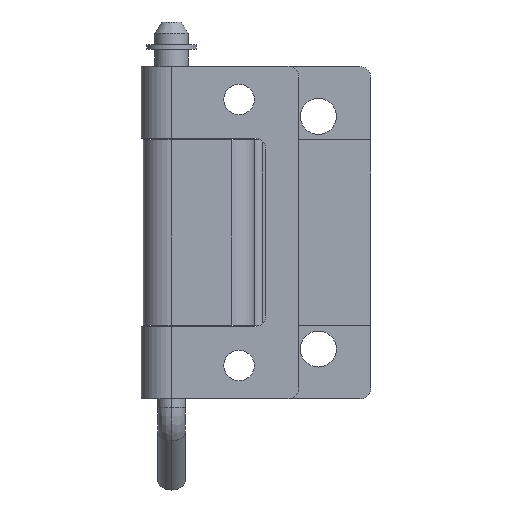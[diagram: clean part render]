
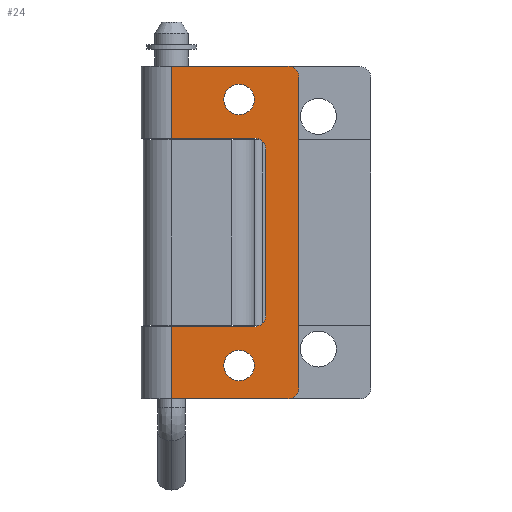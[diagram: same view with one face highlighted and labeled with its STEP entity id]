
A CAD part, top view. The second image highlights one B-rep face of the part: STEP entity #24.
In plain terms, the highlighted planar face has unit normal (0, 0, 1).
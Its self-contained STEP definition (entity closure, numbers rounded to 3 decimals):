
#24=ADVANCED_FACE('',(#140,#125,#126),#1715,.T.);
#125=FACE_BOUND('',#242,.T.);
#126=FACE_BOUND('',#243,.T.);
#140=FACE_OUTER_BOUND('',#241,.T.);
#241=EDGE_LOOP('',(#357,#358,#359,#360,#361,#362,#363,#364,#365,#366,#367,
#368));
#242=EDGE_LOOP('',(#369,#370));
#243=EDGE_LOOP('',(#371,#372));
#357=ORIENTED_EDGE('',*,*,#886,.T.);
#358=ORIENTED_EDGE('',*,*,#872,.F.);
#359=ORIENTED_EDGE('',*,*,#869,.T.);
#360=ORIENTED_EDGE('',*,*,#909,.T.);
#361=ORIENTED_EDGE('',*,*,#870,.T.);
#362=ORIENTED_EDGE('',*,*,#911,.T.);
#363=ORIENTED_EDGE('',*,*,#871,.F.);
#364=ORIENTED_EDGE('',*,*,#893,.F.);
#365=ORIENTED_EDGE('',*,*,#884,.T.);
#366=ORIENTED_EDGE('',*,*,#915,.T.);
#367=ORIENTED_EDGE('',*,*,#885,.T.);
#368=ORIENTED_EDGE('',*,*,#917,.T.);
#369=ORIENTED_EDGE('',*,*,#901,.T.);
#370=ORIENTED_EDGE('',*,*,#930,.T.);
#371=ORIENTED_EDGE('',*,*,#904,.T.);
#372=ORIENTED_EDGE('',*,*,#933,.T.);
#869=EDGE_CURVE('',#1491,#1511,#1390,.T.);
#870=EDGE_CURVE('',#1513,#1512,#1391,.T.);
#871=EDGE_CURVE('',#1492,#1514,#1392,.T.);
#872=EDGE_CURVE('',#1491,#1500,#1393,.T.);
#884=EDGE_CURVE('',#1499,#1519,#1401,.T.);
#885=EDGE_CURVE('',#1521,#1520,#1402,.T.);
#886=EDGE_CURVE('',#1522,#1500,#1403,.T.);
#893=EDGE_CURVE('',#1499,#1492,#1409,.T.);
#901=EDGE_CURVE('',#1507,#1531,#1131,.T.);
#904=EDGE_CURVE('',#1509,#1533,#1133,.T.);
#909=EDGE_CURVE('',#1511,#1513,#1135,.T.);
#911=EDGE_CURVE('',#1512,#1514,#1137,.T.);
#915=EDGE_CURVE('',#1519,#1521,#1139,.T.);
#917=EDGE_CURVE('',#1520,#1522,#1141,.T.);
#930=EDGE_CURVE('',#1531,#1507,#1149,.T.);
#933=EDGE_CURVE('',#1533,#1509,#1151,.T.);
#1131=TRIMMED_CURVE($,#1241,(#2500),(#2501),.T.,.CARTESIAN.);
#1133=TRIMMED_CURVE($,#1243,(#2508),(#2509),.T.,.CARTESIAN.);
#1135=TRIMMED_CURVE($,#1245,(#2520),(#2521),.T.,.CARTESIAN.);
#1137=TRIMMED_CURVE($,#1247,(#2526),(#2527),.T.,.CARTESIAN.);
#1139=TRIMMED_CURVE($,#1249,(#2536),(#2537),.T.,.CARTESIAN.);
#1141=TRIMMED_CURVE($,#1251,(#2542),(#2543),.T.,.CARTESIAN.);
#1149=TRIMMED_CURVE($,#1259,(#2582),(#2583),.T.,.CARTESIAN.);
#1151=TRIMMED_CURVE($,#1261,(#2590),(#2591),.T.,.CARTESIAN.);
#1241=CIRCLE('',#1867,2.75);
#1243=CIRCLE('',#1869,2.75);
#1245=CIRCLE('',#1871,2.);
#1247=CIRCLE('',#1873,2.);
#1249=CIRCLE('',#1875,2.);
#1251=CIRCLE('',#1877,2.);
#1259=CIRCLE('',#1885,2.75);
#1261=CIRCLE('',#1887,2.75);
#1390=B_SPLINE_CURVE_WITH_KNOTS('',1,(#2429,#2430),.UNSPECIFIED.,.F.,.F.,
(2,2),(-127.606,-106.606),.UNSPECIFIED.);
#1391=B_SPLINE_CURVE_WITH_KNOTS('',1,(#2431,#2432),.UNSPECIFIED.,.F.,.F.,
(2,2),(2.,58.),.UNSPECIFIED.);
#1392=B_SPLINE_CURVE_WITH_KNOTS('',1,(#2433,#2434),.UNSPECIFIED.,.F.,.F.,
(2,2),(-127.606,-106.606),.UNSPECIFIED.);
#1393=B_SPLINE_CURVE_WITH_KNOTS('',1,(#2435,#2436),.UNSPECIFIED.,.F.,.F.,
(2,2),(0.,13.),.UNSPECIFIED.);
#1401=B_SPLINE_CURVE_WITH_KNOTS('',1,(#2462,#2463),.UNSPECIFIED.,.F.,.F.,
(2,2),(5.5,20.5),.UNSPECIFIED.);
#1402=B_SPLINE_CURVE_WITH_KNOTS('',1,(#2464,#2465),.UNSPECIFIED.,.F.,.F.,
(2,2),(24.5,54.5),.UNSPECIFIED.);
#1403=B_SPLINE_CURVE_WITH_KNOTS('',1,(#2466,#2467),.UNSPECIFIED.,.F.,.F.,
(2,2),(58.5,73.5),.UNSPECIFIED.);
#1409=B_SPLINE_CURVE_WITH_KNOTS('',1,(#2481,#2482),.UNSPECIFIED.,.F.,.F.,
(2,2),(47.,60.),.UNSPECIFIED.);
#1491=VERTEX_POINT('',#2385);
#1492=VERTEX_POINT('',#2386);
#1499=VERTEX_POINT('',#2393);
#1500=VERTEX_POINT('',#2394);
#1507=VERTEX_POINT('',#2401);
#1509=VERTEX_POINT('',#2403);
#1511=VERTEX_POINT('',#2405);
#1512=VERTEX_POINT('',#2406);
#1513=VERTEX_POINT('',#2407);
#1514=VERTEX_POINT('',#2408);
#1519=VERTEX_POINT('',#2413);
#1520=VERTEX_POINT('',#2414);
#1521=VERTEX_POINT('',#2415);
#1522=VERTEX_POINT('',#2416);
#1531=VERTEX_POINT('',#2425);
#1533=VERTEX_POINT('',#2427);
#1715=PLANE('',#1846);
#1846=AXIS2_PLACEMENT_3D('',#2370,#2053,$);
#1867=AXIS2_PLACEMENT_3D($,#2499,#2080,#2081);
#1869=AXIS2_PLACEMENT_3D($,#2507,#2084,#2085);
#1871=AXIS2_PLACEMENT_3D($,#2519,#2088,#2089);
#1873=AXIS2_PLACEMENT_3D($,#2525,#2092,#2093);
#1875=AXIS2_PLACEMENT_3D($,#2535,#2096,#2097);
#1877=AXIS2_PLACEMENT_3D($,#2541,#2100,#2101);
#1885=AXIS2_PLACEMENT_3D($,#2581,#2116,#2117);
#1887=AXIS2_PLACEMENT_3D($,#2589,#2120,#2121);
#2053=DIRECTION('',(0.,0.,1.));
#2080=DIRECTION('',(0.,0.,-1.));
#2081=DIRECTION('',(1.,0.,0.));
#2084=DIRECTION('',(0.,0.,-1.));
#2085=DIRECTION('',(1.,0.,0.));
#2088=DIRECTION('',(0.,0.,1.));
#2089=DIRECTION('',(0.,-1.,0.));
#2092=DIRECTION('',(0.,0.,1.));
#2093=DIRECTION('',(1.,0.,0.));
#2096=DIRECTION('',(0.,0.,-1.));
#2097=DIRECTION('',(0.,1.,0.));
#2100=DIRECTION('',(0.,0.,-1.));
#2101=DIRECTION('',(1.,0.,0.));
#2116=DIRECTION('',(0.,0.,-1.));
#2117=DIRECTION('',(-1.,0.,0.));
#2120=DIRECTION('',(0.,0.,-1.));
#2121=DIRECTION('',(-1.,0.,0.));
#2370=CARTESIAN_POINT('',(-15.66,-30.,8.291));
#2385=CARTESIAN_POINT('',(-15.66,-30.,8.291));
#2386=CARTESIAN_POINT('',(-15.66,30.,8.291));
#2393=CARTESIAN_POINT('',(-15.66,17.,8.291));
#2394=CARTESIAN_POINT('',(-15.66,-17.,8.291));
#2401=CARTESIAN_POINT('',(-0.71,24.,8.291));
#2403=CARTESIAN_POINT('',(-0.71,-24.,8.291));
#2405=CARTESIAN_POINT('',(5.34,-30.,8.291));
#2406=CARTESIAN_POINT('',(7.34,28.,8.291));
#2407=CARTESIAN_POINT('',(7.34,-28.,8.291));
#2408=CARTESIAN_POINT('',(5.34,30.,8.291));
#2413=CARTESIAN_POINT('',(-0.66,17.,8.291));
#2414=CARTESIAN_POINT('',(1.34,-15.,8.291));
#2415=CARTESIAN_POINT('',(1.34,15.,8.291));
#2416=CARTESIAN_POINT('',(-0.66,-17.,8.291));
#2425=CARTESIAN_POINT('',(-6.21,24.,8.291));
#2427=CARTESIAN_POINT('',(-6.21,-24.,8.291));
#2429=CARTESIAN_POINT('',(-15.66,-30.,8.291));
#2430=CARTESIAN_POINT('',(5.34,-30.,8.291));
#2431=CARTESIAN_POINT('',(7.34,-28.,8.291));
#2432=CARTESIAN_POINT('',(7.34,28.,8.291));
#2433=CARTESIAN_POINT('',(-15.66,30.,8.291));
#2434=CARTESIAN_POINT('',(5.34,30.,8.291));
#2435=CARTESIAN_POINT('',(-15.66,-30.,8.291));
#2436=CARTESIAN_POINT('',(-15.66,-17.,8.291));
#2462=CARTESIAN_POINT('',(-15.66,17.,8.291));
#2463=CARTESIAN_POINT('',(-0.66,17.,8.291));
#2464=CARTESIAN_POINT('',(1.34,15.,8.291));
#2465=CARTESIAN_POINT('',(1.34,-15.,8.291));
#2466=CARTESIAN_POINT('',(-0.66,-17.,8.291));
#2467=CARTESIAN_POINT('',(-15.66,-17.,8.291));
#2481=CARTESIAN_POINT('',(-15.66,17.,8.291));
#2482=CARTESIAN_POINT('',(-15.66,30.,8.291));
#2499=CARTESIAN_POINT('',(-3.46,24.,8.291));
#2500=CARTESIAN_POINT('',(-0.71,24.,8.291));
#2501=CARTESIAN_POINT('',(-6.21,24.,8.291));
#2507=CARTESIAN_POINT('',(-3.46,-24.,8.291));
#2508=CARTESIAN_POINT('',(-0.71,-24.,8.291));
#2509=CARTESIAN_POINT('',(-6.21,-24.,8.291));
#2519=CARTESIAN_POINT('',(5.34,-28.,8.291));
#2520=CARTESIAN_POINT('',(5.34,-30.,8.291));
#2521=CARTESIAN_POINT('',(7.34,-28.,8.291));
#2525=CARTESIAN_POINT('',(5.34,28.,8.291));
#2526=CARTESIAN_POINT('',(7.34,28.,8.291));
#2527=CARTESIAN_POINT('',(5.34,30.,8.291));
#2535=CARTESIAN_POINT('',(-0.66,15.,8.291));
#2536=CARTESIAN_POINT('',(-0.66,17.,8.291));
#2537=CARTESIAN_POINT('',(1.34,15.,8.291));
#2541=CARTESIAN_POINT('',(-0.66,-15.,8.291));
#2542=CARTESIAN_POINT('',(1.34,-15.,8.291));
#2543=CARTESIAN_POINT('',(-0.66,-17.,8.291));
#2581=CARTESIAN_POINT('',(-3.46,24.,8.291));
#2582=CARTESIAN_POINT('',(-6.21,24.,8.291));
#2583=CARTESIAN_POINT('',(-0.71,24.,8.291));
#2589=CARTESIAN_POINT('',(-3.46,-24.,8.291));
#2590=CARTESIAN_POINT('',(-6.21,-24.,8.291));
#2591=CARTESIAN_POINT('',(-0.71,-24.,8.291));
